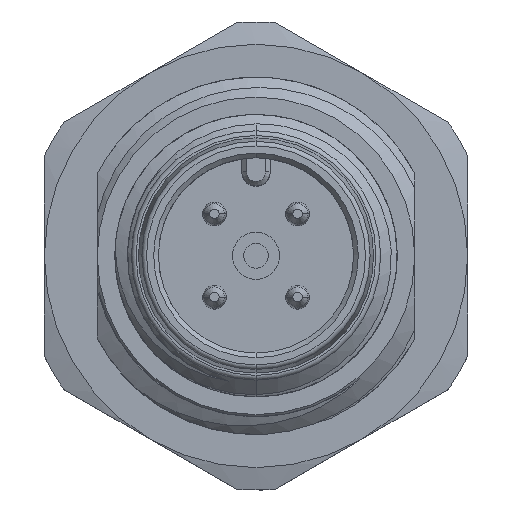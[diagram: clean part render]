
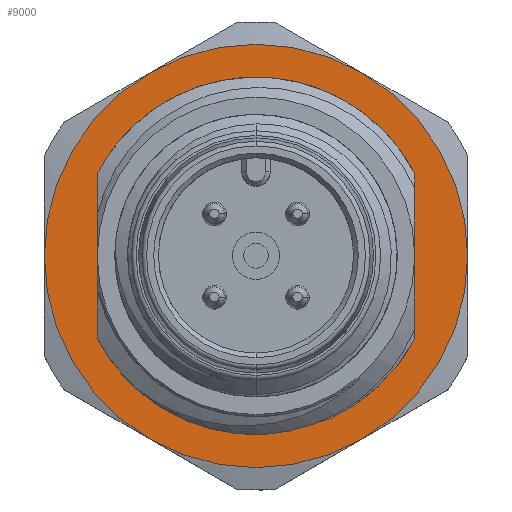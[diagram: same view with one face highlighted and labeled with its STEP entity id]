
A CAD part, top view. The second image highlights one B-rep face of the part: STEP entity #9000.
In plain terms, the highlighted planar face has unit normal (0, 0, 1).
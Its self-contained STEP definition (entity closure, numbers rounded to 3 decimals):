
#2698=DIRECTION('',(0.,1.,0.));
#2699=VECTOR('',#2698,2.563);
#2700=CARTESIAN_POINT('',(-6.75,-1.477,-13.));
#2701=LINE('',#2700,#2699);
#2705=CARTESIAN_POINT('',(0.,0.,-13.));
#2706=DIRECTION('',(0.,0.,-1.));
#2707=DIRECTION('',(0.5,0.866,0.));
#2708=AXIS2_PLACEMENT_3D('',#2705,#2706,#2707);
#2713=CARTESIAN_POINT('',(0.,0.,-13.));
#2714=DIRECTION('',(0.,0.,-1.));
#2715=DIRECTION('',(1.,0.,0.));
#2716=AXIS2_PLACEMENT_3D('',#2713,#2714,#2715);
#2721=CARTESIAN_POINT('',(0.,0.,-13.));
#2722=DIRECTION('',(0.,0.,-1.));
#2723=DIRECTION('',(-0.5,-0.866,0.));
#2724=AXIS2_PLACEMENT_3D('',#2721,#2722,#2723);
#2729=CARTESIAN_POINT('',(0.,0.,-13.));
#2730=DIRECTION('',(0.,0.,-1.));
#2731=DIRECTION('',(-1.,0.,0.));
#2732=AXIS2_PLACEMENT_3D('',#2729,#2730,#2731);
#2858=CARTESIAN_POINT('',(0.,0.,-13.));
#2859=DIRECTION('',(0.,0.,-1.));
#2860=DIRECTION('',(0.888,-0.46,0.));
#2861=AXIS2_PLACEMENT_3D('',#2858,#2859,#2860);
#2888=CARTESIAN_POINT('',(-0.19,6.834,-13.));
#2889=CARTESIAN_POINT('',(-0.005,6.85,-13.));
#2890=CARTESIAN_POINT('',(0.365,6.866,-13.));
#2891=CARTESIAN_POINT('',(0.927,6.845,-13.));
#2892=CARTESIAN_POINT('',(1.481,6.779,-13.));
#2893=CARTESIAN_POINT('',(2.032,6.667,-13.));
#2894=CARTESIAN_POINT('',(2.575,6.511,-13.));
#2895=CARTESIAN_POINT('',(3.104,6.311,-13.));
#2896=CARTESIAN_POINT('',(3.617,6.068,-13.));
#2897=CARTESIAN_POINT('',(4.111,5.783,-13.));
#2898=CARTESIAN_POINT('',(4.581,5.459,-13.));
#2899=CARTESIAN_POINT('',(5.026,5.096,-13.));
#2900=CARTESIAN_POINT('',(5.441,4.699,-13.));
#2901=CARTESIAN_POINT('',(5.825,4.267,-13.));
#2902=CARTESIAN_POINT('',(6.173,3.804,-13.));
#2903=CARTESIAN_POINT('',(6.485,3.314,-13.));
#2904=CARTESIAN_POINT('',(6.666,2.971,-13.));
#2905=CARTESIAN_POINT('',(6.75,2.795,-13.));
#2934=DIRECTION('',(0.,-1.,0.));
#2935=VECTOR('',#2934,6.287);
#2936=CARTESIAN_POINT('',(6.75,2.795,-13.));
#2937=LINE('',#2936,#2935);
#3058=CARTESIAN_POINT('',(3.103,-6.938,-13.));
#3059=CARTESIAN_POINT('',(2.905,-7.015,-13.));
#3060=CARTESIAN_POINT('',(2.504,-7.151,-13.));
#3061=CARTESIAN_POINT('',(1.886,-7.304,-13.));
#3062=CARTESIAN_POINT('',(1.263,-7.404,-13.));
#3063=CARTESIAN_POINT('',(0.636,-7.451,-13.));
#3064=CARTESIAN_POINT('',(0.008,-7.446,-13.));
#3065=CARTESIAN_POINT('',(-0.614,-7.388,-13.));
#3066=CARTESIAN_POINT('',(-1.228,-7.277,-13.));
#3067=CARTESIAN_POINT('',(-1.828,-7.117,-13.));
#3068=CARTESIAN_POINT('',(-2.41,-6.906,-13.));
#3069=CARTESIAN_POINT('',(-2.971,-6.648,-13.));
#3070=CARTESIAN_POINT('',(-3.506,-6.345,-13.));
#3071=CARTESIAN_POINT('',(-4.012,-5.998,-13.));
#3072=CARTESIAN_POINT('',(-4.484,-5.612,-13.));
#3073=CARTESIAN_POINT('',(-4.921,-5.188,-13.));
#3074=CARTESIAN_POINT('',(-5.318,-4.73,-13.));
#3075=CARTESIAN_POINT('',(-5.674,-4.241,-13.));
#3076=CARTESIAN_POINT('',(-5.986,-3.726,-13.));
#3077=CARTESIAN_POINT('',(-6.252,-3.188,-13.));
#3078=CARTESIAN_POINT('',(-6.47,-2.631,-13.));
#3079=CARTESIAN_POINT('',(-6.639,-2.06,-13.));
#3080=CARTESIAN_POINT('',(-6.719,-1.673,-13.));
#3081=CARTESIAN_POINT('',(-6.75,-1.477,-13.));
#3386=CARTESIAN_POINT('',(-6.75,1.086,-13.));
#3387=CARTESIAN_POINT('',(-6.72,1.269,-13.));
#3388=CARTESIAN_POINT('',(-6.647,1.633,-13.));
#3389=CARTESIAN_POINT('',(-6.492,2.169,-13.));
#3390=CARTESIAN_POINT('',(-6.294,2.688,-13.));
#3391=CARTESIAN_POINT('',(-6.055,3.192,-13.));
#3392=CARTESIAN_POINT('',(-5.775,3.673,-13.));
#3393=CARTESIAN_POINT('',(-5.458,4.13,-13.));
#3394=CARTESIAN_POINT('',(-5.103,4.561,-13.));
#3395=CARTESIAN_POINT('',(-4.716,4.96,-13.));
#3396=CARTESIAN_POINT('',(-4.297,5.327,-13.));
#3397=CARTESIAN_POINT('',(-3.85,5.659,-13.));
#3398=CARTESIAN_POINT('',(-3.377,5.953,-13.));
#3399=CARTESIAN_POINT('',(-2.882,6.208,-13.));
#3400=CARTESIAN_POINT('',(-2.368,6.422,-13.));
#3401=CARTESIAN_POINT('',(-1.838,6.593,-13.));
#3402=CARTESIAN_POINT('',(-1.296,6.721,-13.));
#3403=CARTESIAN_POINT('',(-0.746,6.804,-13.));
#3404=CARTESIAN_POINT('',(-0.376,6.829,-13.));
#3405=CARTESIAN_POINT('',(-0.19,6.834,-13.));
#3449=CARTESIAN_POINT('',(0.,0.,-13.));
#3450=DIRECTION('',(0.,0.,1.));
#3451=DIRECTION('',(0.5,0.866,0.));
#3452=AXIS2_PLACEMENT_3D('',#3449,#3450,#3451);
#3856=CARTESIAN_POINT('',(0.,0.,-13.));
#3857=DIRECTION('',(0.,0.,1.));
#3858=DIRECTION('',(-0.5,-0.866,0.));
#3859=AXIS2_PLACEMENT_3D('',#3856,#3857,#3858);
#6190=CARTESIAN_POINT('',(6.75,-3.492,-13.));
#6191=CARTESIAN_POINT('',(3.103,-6.938,-13.));
#6192=VERTEX_POINT('',#6190);
#6193=VERTEX_POINT('',#6191);
#6194=CARTESIAN_POINT('',(-6.75,-1.477,-13.));
#6195=CARTESIAN_POINT('',(-6.75,1.086,-13.));
#6196=VERTEX_POINT('',#6194);
#6197=VERTEX_POINT('',#6195);
#6198=CARTESIAN_POINT('',(6.75,2.795,-13.));
#6199=VERTEX_POINT('',#6198);
#6212=CARTESIAN_POINT('',(4.5,7.794,-13.));
#6213=CARTESIAN_POINT('',(9.,0.,-13.));
#6214=VERTEX_POINT('',#6212);
#6215=VERTEX_POINT('',#6213);
#6216=CARTESIAN_POINT('',(4.5,-7.794,-13.));
#6217=VERTEX_POINT('',#6216);
#6218=CARTESIAN_POINT('',(-4.5,-7.794,-13.));
#6219=CARTESIAN_POINT('',(-9.,0.,-13.));
#6220=VERTEX_POINT('',#6218);
#6221=VERTEX_POINT('',#6219);
#6222=CARTESIAN_POINT('',(-4.5,7.794,-13.));
#6223=VERTEX_POINT('',#6222);
#6263=VERTEX_POINT('',#2888);
#8968=CARTESIAN_POINT('',(0.,0.,-13.));
#8969=DIRECTION('',(0.,0.,1.));
#8970=DIRECTION('',(1.,0.,0.));
#8971=AXIS2_PLACEMENT_3D('',#8968,#8969,#8970);
#8972=PLANE('',#8971);
#8974=ORIENTED_EDGE('',*,*,#8973,.F.);
#8976=ORIENTED_EDGE('',*,*,#8975,.T.);
#8978=ORIENTED_EDGE('',*,*,#8977,.T.);
#8980=ORIENTED_EDGE('',*,*,#8979,.F.);
#8982=ORIENTED_EDGE('',*,*,#8981,.T.);
#8984=ORIENTED_EDGE('',*,*,#8983,.T.);
#8985=EDGE_LOOP('',(#8974,#8976,#8978,#8980,#8982,#8984));
#8986=FACE_OUTER_BOUND('',#8985,.F.);
#8988=ORIENTED_EDGE('',*,*,#8987,.F.);
#8990=ORIENTED_EDGE('',*,*,#8989,.F.);
#8992=ORIENTED_EDGE('',*,*,#8991,.F.);
#8994=ORIENTED_EDGE('',*,*,#8993,.F.);
#8995=ORIENTED_EDGE('',*,*,#8937,.F.);
#8997=ORIENTED_EDGE('',*,*,#8996,.F.);
#8998=EDGE_LOOP('',(#8988,#8990,#8992,#8994,#8995,#8997));
#8999=FACE_BOUND('',#8998,.F.);
#2709=CIRCLE('',#2708,9.);
#2717=CIRCLE('',#2716,9.);
#2725=CIRCLE('',#2724,9.);
#2733=CIRCLE('',#2732,9.);
#2862=CIRCLE('',#2861,7.6);
#2906=B_SPLINE_CURVE_WITH_KNOTS('',3,(#2888,#2889,#2890,#2891,#2892,#2893,#2894,
#2895,#2896,#2897,#2898,#2899,#2900,#2901,#2902,#2903,#2904,#2905),
.UNSPECIFIED.,.F.,.F.,(4,1,1,1,1,1,1,1,1,1,1,1,1,1,1,4),(0.,0.067,
0.133,0.2,0.267,0.333,0.4,
0.467,0.533,0.6,0.667,0.733,
0.8,0.867,0.933,1.),.UNSPECIFIED.);
#3082=B_SPLINE_CURVE_WITH_KNOTS('',3,(#3058,#3059,#3060,#3061,#3062,#3063,#3064,
#3065,#3066,#3067,#3068,#3069,#3070,#3071,#3072,#3073,#3074,#3075,#3076,#3077,
#3078,#3079,#3080,#3081),.UNSPECIFIED.,.F.,.F.,(4,1,1,1,1,1,1,1,1,1,1,1,1,1,1,1,
1,1,1,1,1,4),(0.,0.048,0.095,0.143,
0.19,0.238,0.286,0.333,
0.381,0.429,0.476,0.524,
0.571,0.619,0.667,0.714,
0.762,0.81,0.857,0.905,
0.952,1.),.UNSPECIFIED.);
#3406=B_SPLINE_CURVE_WITH_KNOTS('',3,(#3386,#3387,#3388,#3389,#3390,#3391,#3392,
#3393,#3394,#3395,#3396,#3397,#3398,#3399,#3400,#3401,#3402,#3403,#3404,#3405),
.UNSPECIFIED.,.F.,.F.,(4,1,1,1,1,1,1,1,1,1,1,1,1,1,1,1,1,4),(0.,
0.059,0.118,0.176,0.235,
0.294,0.353,0.412,0.471,
0.529,0.588,0.647,0.706,
0.765,0.824,0.882,0.941,1.),
.UNSPECIFIED.);
#3453=CIRCLE('',#3452,9.);
#3860=CIRCLE('',#3859,9.);
#8937=EDGE_CURVE('',#6196,#6197,#2701,.T.);
#8973=EDGE_CURVE('',#6214,#6223,#3453,.T.);
#8975=EDGE_CURVE('',#6214,#6215,#2709,.T.);
#8977=EDGE_CURVE('',#6215,#6217,#2717,.T.);
#8979=EDGE_CURVE('',#6220,#6217,#3860,.T.);
#8981=EDGE_CURVE('',#6220,#6221,#2725,.T.);
#8983=EDGE_CURVE('',#6221,#6223,#2733,.T.);
#8987=EDGE_CURVE('',#6192,#6193,#2862,.T.);
#8989=EDGE_CURVE('',#6199,#6192,#2937,.T.);
#8991=EDGE_CURVE('',#6263,#6199,#2906,.T.);
#8993=EDGE_CURVE('',#6197,#6263,#3406,.T.);
#8996=EDGE_CURVE('',#6193,#6196,#3082,.T.);
#9000=ADVANCED_FACE('',(#8986,#8999),#8972,.T.);
